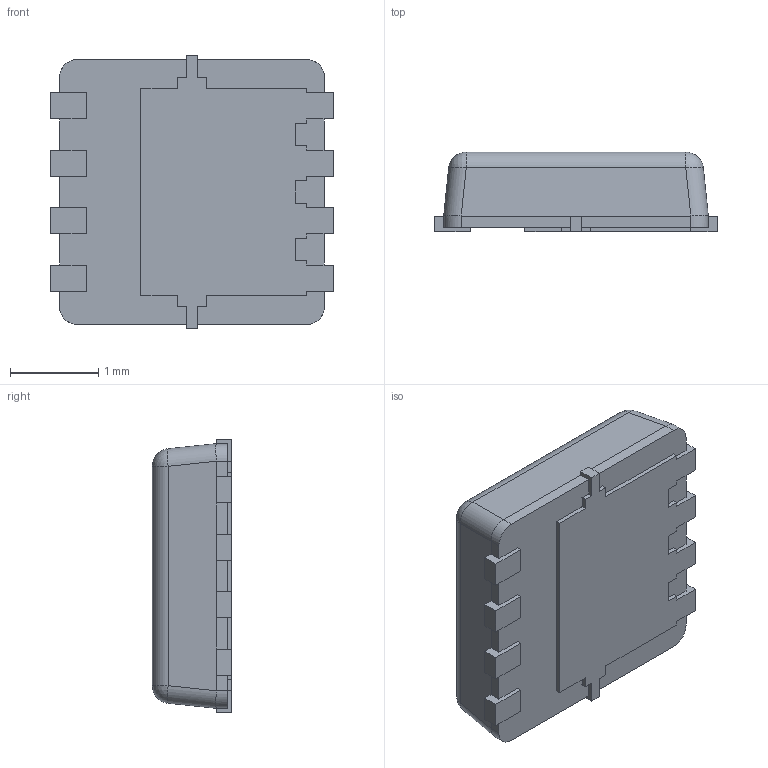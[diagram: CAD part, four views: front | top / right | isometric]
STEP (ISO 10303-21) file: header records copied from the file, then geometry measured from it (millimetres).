
FILE_DESCRIPTION (( 'STEP AP214' ), '1' );
FILE_NAME ('AON7522E.STEP', '2023-12-19T04:29:29', ( 'LENOVO' ), ( '' ), 'SwSTEP 2.0', 'SolidWorks 2021', '' );
FILE_SCHEMA (( 'AUTOMOTIVE_DESIGN' ));
Length unit declared in the file: millimetre
Products named in the file (1): AON7522E
Bounding box: 3.2 x 0.9 x 3.1 mm (x, y, z)
Volume: 7.5 mm3; surface area: 41.6 mm2
Topology: 7 solids, 7 shells, 181 faces, 466 edges, 300 vertices
Faces by surface type: plane 161, cylinder 16, sphere 4
Entity records: 5456 total; most frequent: CARTESIAN_POINT 984, ORIENTED_EDGE 932, DIRECTION 842, EDGE_CURVE 466, VECTOR 430, LINE 430, VERTEX_POINT 300, AXIS2_PLACEMENT_3D 206
